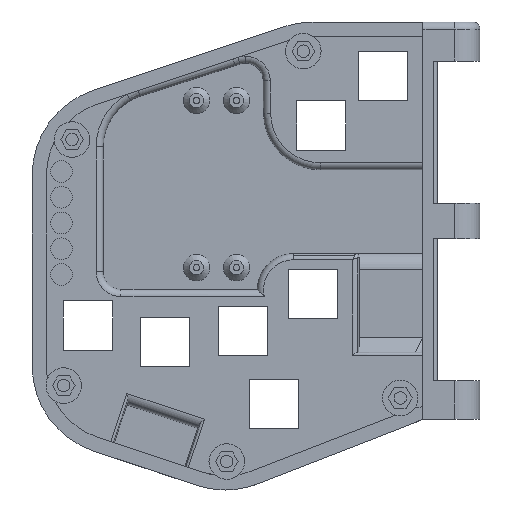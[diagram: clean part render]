
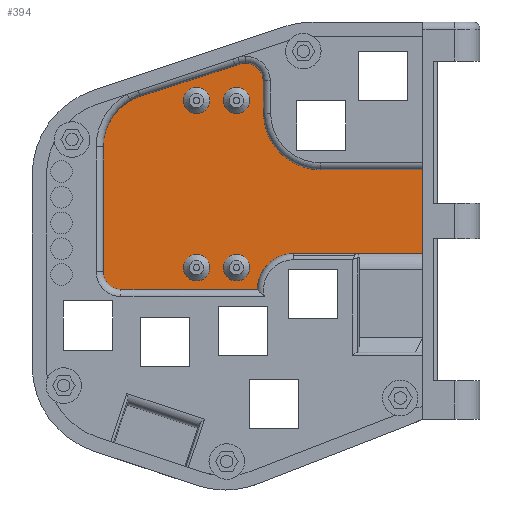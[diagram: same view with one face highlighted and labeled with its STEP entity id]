
A CAD part, front view. The second image highlights one B-rep face of the part: STEP entity #394.
In plain terms, the highlighted planar face has unit normal (0, -1, 0).
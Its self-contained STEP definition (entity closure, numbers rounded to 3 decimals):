
#242=CARTESIAN_POINT('',(-129.,4.4,-3.317));
#243=DIRECTION('',(0.,1.,0.));
#244=DIRECTION('',(0.,0.,1.));
#245=AXIS2_PLACEMENT_3D('',#242,#243,#244);
#246=PLANE('',#245);
#247=CARTESIAN_POINT('',(-75.49,4.4,4.549));
#248=VERTEX_POINT('',#247);
#249=CARTESIAN_POINT('',(-75.49,4.4,0.842));
#250=DIRECTION('',(0.,1.,0.));
#251=DIRECTION('',(0.,-0.,1.));
#252=AXIS2_PLACEMENT_3D('',#249,#250,#251);
#253=CIRCLE('',#252,3.707);
#254=EDGE_CURVE('',#248,#248,#253,.T.);
#255=ORIENTED_EDGE('',*,*,#254,.T.);
#256=EDGE_LOOP('',(#255));
#257=FACE_BOUND('',#256,.T.);
#258=CARTESIAN_POINT('',(-86.74,4.4,51.599));
#259=VERTEX_POINT('',#258);
#260=CARTESIAN_POINT('',(-86.74,4.4,47.892));
#261=DIRECTION('',(0.,1.,0.));
#262=DIRECTION('',(0.,-0.,1.));
#263=AXIS2_PLACEMENT_3D('',#260,#261,#262);
#264=CIRCLE('',#263,3.707);
#265=EDGE_CURVE('',#259,#259,#264,.T.);
#266=ORIENTED_EDGE('',*,*,#265,.T.);
#267=EDGE_LOOP('',(#266));
#268=FACE_BOUND('',#267,.T.);
#269=CARTESIAN_POINT('',(-86.74,4.4,4.549));
#270=VERTEX_POINT('',#269);
#271=CARTESIAN_POINT('',(-86.74,4.4,0.842));
#272=DIRECTION('',(0.,1.,0.));
#273=DIRECTION('',(0.,-0.,1.));
#274=AXIS2_PLACEMENT_3D('',#271,#272,#273);
#275=CIRCLE('',#274,3.707);
#276=EDGE_CURVE('',#270,#270,#275,.T.);
#277=ORIENTED_EDGE('',*,*,#276,.T.);
#278=EDGE_LOOP('',(#277));
#279=FACE_BOUND('',#278,.T.);
#280=CARTESIAN_POINT('',(-75.49,4.4,51.599));
#281=VERTEX_POINT('',#280);
#282=CARTESIAN_POINT('',(-75.49,4.4,47.892));
#283=DIRECTION('',(0.,1.,0.));
#284=DIRECTION('',(0.,-0.,1.));
#285=AXIS2_PLACEMENT_3D('',#282,#283,#284);
#286=CIRCLE('',#285,3.707);
#287=EDGE_CURVE('',#281,#281,#286,.T.);
#288=ORIENTED_EDGE('',*,*,#287,.T.);
#289=EDGE_LOOP('',(#288));
#290=FACE_BOUND('',#289,.T.);
#291=CARTESIAN_POINT('',(-67.874,4.4,44.183));
#292=VERTEX_POINT('',#291);
#293=CARTESIAN_POINT('',(-67.99,4.4,53.457));
#294=VERTEX_POINT('',#293);
#295=CARTESIAN_POINT('',(-67.874,4.4,44.183));
#296=DIRECTION('',(-0.013,0.,1.));
#297=VECTOR('',#296,9.275);
#298=LINE('',#295,#297);
#299=EDGE_CURVE('',#292,#294,#298,.T.);
#300=ORIENTED_EDGE('',*,*,#299,.T.);
#301=CARTESIAN_POINT('',(-74.522,4.4,58.154));
#302=VERTEX_POINT('',#301);
#303=CARTESIAN_POINT('',(-72.99,4.4,53.394));
#304=DIRECTION('',(-0.,-1.,-0.));
#305=DIRECTION('',(0.,-0.,1.));
#306=AXIS2_PLACEMENT_3D('',#303,#304,#305);
#307=CIRCLE('',#306,5.);
#308=EDGE_CURVE('',#294,#302,#307,.T.);
#309=ORIENTED_EDGE('',*,*,#308,.T.);
#310=CARTESIAN_POINT('',(-102.615,4.4,49.108));
#311=VERTEX_POINT('',#310);
#312=CARTESIAN_POINT('',(-102.615,4.4,49.108));
#313=DIRECTION('',(0.952,0.,0.307));
#314=VECTOR('',#313,29.513);
#315=LINE('',#312,#314);
#316=EDGE_CURVE('',#311,#302,#315,.T.);
#317=ORIENTED_EDGE('',*,*,#316,.F.);
#318=CARTESIAN_POINT('',(-113.017,4.4,34.83));
#319=VERTEX_POINT('',#318);
#320=CARTESIAN_POINT('',(-98.017,4.4,34.83));
#321=DIRECTION('',(-0.,-1.,-0.));
#322=DIRECTION('',(0.,-0.,1.));
#323=AXIS2_PLACEMENT_3D('',#320,#321,#322);
#324=CIRCLE('',#323,15.);
#325=EDGE_CURVE('',#311,#319,#324,.T.);
#326=ORIENTED_EDGE('',*,*,#325,.T.);
#327=CARTESIAN_POINT('',(-113.017,4.4,-0.317));
#328=VERTEX_POINT('',#327);
#329=CARTESIAN_POINT('',(-113.017,4.4,-0.317));
#330=DIRECTION('',(0.,0.,1.));
#331=VECTOR('',#330,35.147);
#332=LINE('',#329,#331);
#333=EDGE_CURVE('',#328,#319,#332,.T.);
#334=ORIENTED_EDGE('',*,*,#333,.F.);
#335=CARTESIAN_POINT('',(-108.017,4.4,-5.317));
#336=VERTEX_POINT('',#335);
#337=CARTESIAN_POINT('',(-108.017,4.4,-0.317));
#338=DIRECTION('',(-0.,-1.,-0.));
#339=DIRECTION('',(0.,-0.,1.));
#340=AXIS2_PLACEMENT_3D('',#337,#338,#339);
#341=CIRCLE('',#340,5.);
#342=EDGE_CURVE('',#328,#336,#341,.T.);
#343=ORIENTED_EDGE('',*,*,#342,.T.);
#344=CARTESIAN_POINT('',(-69.633,4.4,-5.317));
#345=VERTEX_POINT('',#344);
#346=CARTESIAN_POINT('',(-69.633,4.4,-5.317));
#347=DIRECTION('',(-1.,0.,-0.));
#348=VECTOR('',#347,38.385);
#349=LINE('',#346,#348);
#350=EDGE_CURVE('',#345,#336,#349,.T.);
#351=ORIENTED_EDGE('',*,*,#350,.F.);
#352=CARTESIAN_POINT('',(-59.433,4.4,4.804));
#353=VERTEX_POINT('',#352);
#354=CARTESIAN_POINT('',(-59.433,4.4,-5.396));
#355=DIRECTION('',(0.,1.,0.));
#356=DIRECTION('',(0.,-0.,1.));
#357=AXIS2_PLACEMENT_3D('',#354,#355,#356);
#358=CIRCLE('',#357,10.2);
#359=EDGE_CURVE('',#345,#353,#358,.T.);
#360=ORIENTED_EDGE('',*,*,#359,.T.);
#361=CARTESIAN_POINT('',(-23.,4.4,4.804));
#362=VERTEX_POINT('',#361);
#363=CARTESIAN_POINT('',(-59.433,4.4,4.804));
#364=DIRECTION('',(1.,0.,-0.));
#365=VECTOR('',#364,36.433);
#366=LINE('',#363,#365);
#367=EDGE_CURVE('',#353,#362,#366,.T.);
#368=ORIENTED_EDGE('',*,*,#367,.T.);
#369=CARTESIAN_POINT('',(-23.,4.4,28.383));
#370=VERTEX_POINT('',#369);
#371=CARTESIAN_POINT('',(-23.,4.4,4.804));
#372=DIRECTION('',(0.,0.,1.));
#373=VECTOR('',#372,23.579);
#374=LINE('',#371,#373);
#375=EDGE_CURVE('',#362,#370,#374,.T.);
#376=ORIENTED_EDGE('',*,*,#375,.T.);
#377=CARTESIAN_POINT('',(-51.876,4.4,28.383));
#378=VERTEX_POINT('',#377);
#379=CARTESIAN_POINT('',(-23.,4.4,28.383));
#380=DIRECTION('',(-1.,0.,0.));
#381=VECTOR('',#380,28.876);
#382=LINE('',#379,#381);
#383=EDGE_CURVE('',#370,#378,#382,.T.);
#384=ORIENTED_EDGE('',*,*,#383,.T.);
#385=CARTESIAN_POINT('',(-51.876,4.4,44.383));
#386=DIRECTION('',(0.,1.,0.));
#387=DIRECTION('',(0.,-0.,1.));
#388=AXIS2_PLACEMENT_3D('',#385,#386,#387);
#389=CIRCLE('',#388,16.);
#390=EDGE_CURVE('',#378,#292,#389,.T.);
#391=ORIENTED_EDGE('',*,*,#390,.T.);
#392=EDGE_LOOP('',(#300,#309,#317,#326,#334,#343,#351,#360,#368,#376,#384,#391));
#393=FACE_BOUND('',#392,.T.);
#394=ADVANCED_FACE('',(#257,#268,#279,#290,#393),#246,.F.);
